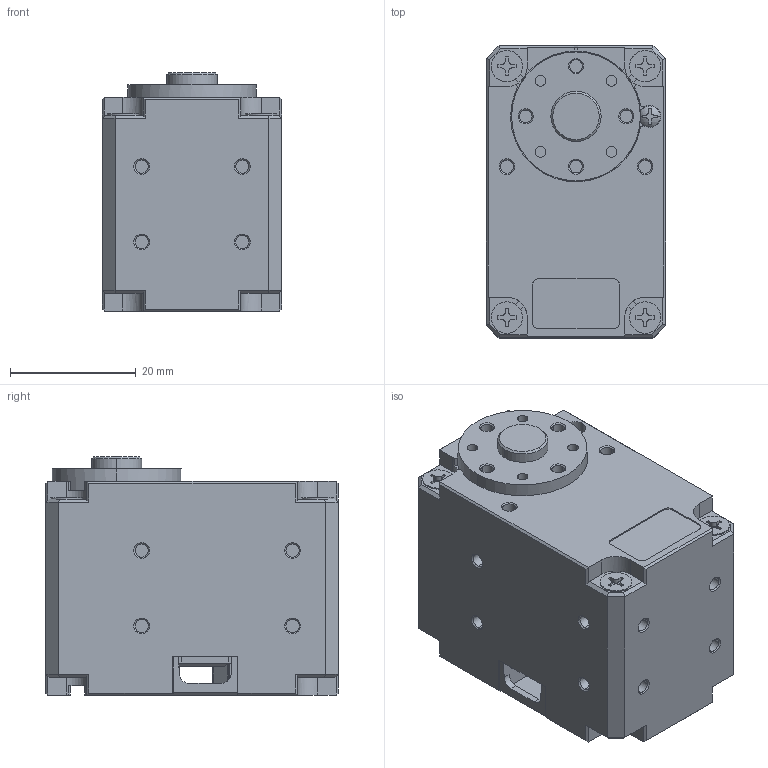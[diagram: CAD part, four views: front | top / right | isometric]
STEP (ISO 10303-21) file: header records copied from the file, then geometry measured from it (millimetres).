
FILE_DESCRIPTION (( 'STEP AP203' ), '1' );
FILE_NAME ('Robotis_DYNAMIXEL_XL430_W250_T.STEP', '2024-09-05T20:27:46', ( '' ), ( '' ), 'SwSTEP 2.0', 'SolidWorks 2024', '' );
FILE_SCHEMA (( 'CONFIG_CONTROL_DESIGN' ));
Length unit declared in the file: millimetre
Products named in the file (1): Robotis_DYNAMIXEL_XL430_W250_T
Bounding box: 28.5 x 46.5 x 37.9 mm (x, y, z)
Surface area: 13288.9 mm2 (no closed solid volume)
Topology: 0 solids, 20 shells, 745 faces, 2012 edges, 1332 vertices
Faces by surface type: plane 447, cylinder 216, cone 77, torus 2, sphere 2, bspline 1
Entity records: 24396 total; most frequent: CARTESIAN_POINT 5622, ORIENTED_EDGE 3896, DIRECTION 3818, EDGE_CURVE 2012, VERTEX_POINT 1332, AXIS2_PLACEMENT_3D 1273, LINE 1272, VECTOR 1272
